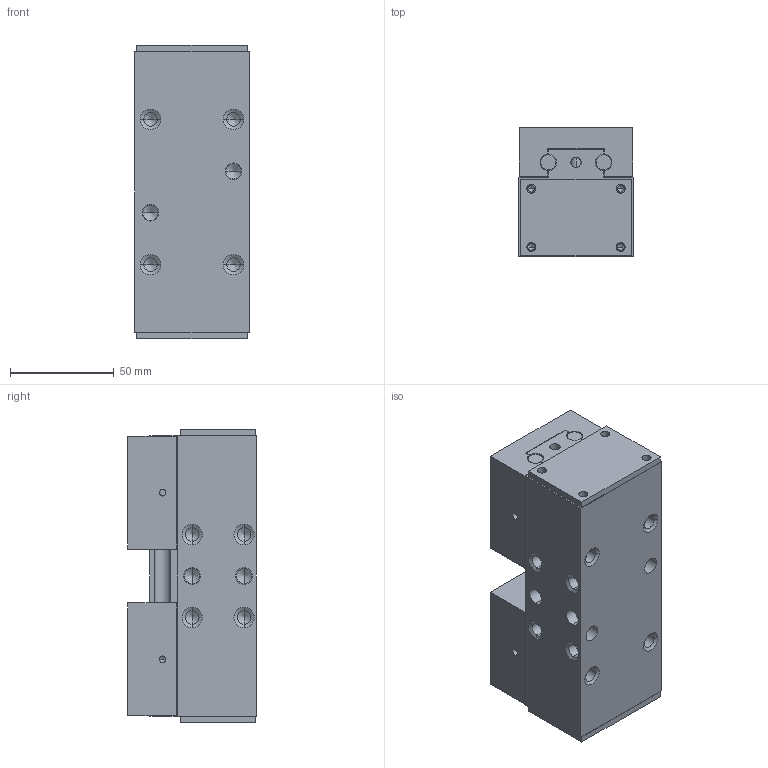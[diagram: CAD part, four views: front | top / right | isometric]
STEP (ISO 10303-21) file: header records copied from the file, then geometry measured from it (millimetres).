
FILE_DESCRIPTION((''),'2;1');
FILE_NAME('Magnum-450-26-OPEN-R1.stp','2005-10-24T11:26:43',('Brian Iselin'),(''),'Autodesk Inventor 7','Autodesk Inventor 7','');
FILE_SCHEMA(('AUTOMOTIVE_DESIGN { 1 0 10303 214 1 1 1 1 }'));
Length unit declared in the file: inch
Products named in the file (1): magnum-450-catalog
Bounding box: 54.96 x 61.96 x 141.58 mm (x, y, z)
Volume: 314586.9 mm3; surface area: 90083.7 mm2
Topology: 1 solids, 3 shells, 540 faces, 1315 edges, 796 vertices
Faces by surface type: bspline 360, plane 82, cylinder 62, cone 36
Entity records: 20266 total; most frequent: CARTESIAN_POINT 8974, ORIENTED_EDGE 2478, DIRECTION 2094, EDGE_CURVE 1239, VERTEX_POINT 796, AXIS2_PLACEMENT_3D 746, EDGE_LOOP 659, VECTOR 602
